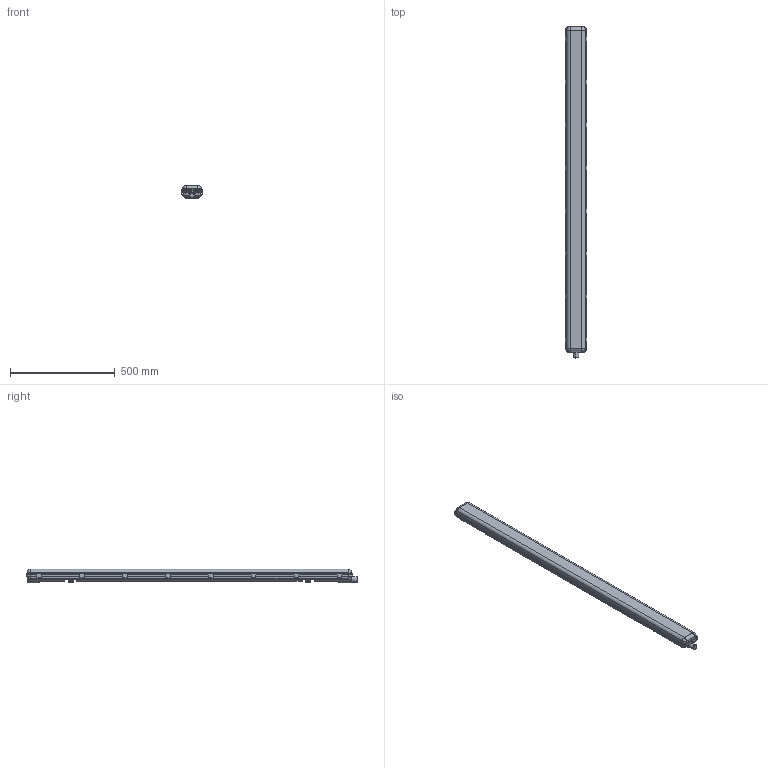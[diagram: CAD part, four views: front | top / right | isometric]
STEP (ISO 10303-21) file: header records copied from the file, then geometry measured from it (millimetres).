
FILE_DESCRIPTION (( 'STEP AP214' ), '1' );
FILE_NAME ('DP_H_2_1500.STEP', '2024-01-11T13:48:13', ( '' ), ( '' ), 'SwSTEP 2.0', 'SolidWorks 2022', '' );
FILE_SCHEMA (( 'AUTOMOTIVE_DESIGN' ));
Length unit declared in the file: millimetre
Products named in the file (1): DP_H_2_1500
Bounding box: 103.08 x 1586.87 x 64.26 mm (x, y, z)
Volume: 816312.2 mm3; surface area: 1053147.8 mm2
Topology: 20 solids, 20 shells, 740 faces, 1963 edges, 1266 vertices
Faces by surface type: plane 367, cylinder 264, bspline 92, sphere 16, torus 1
Full cylindrical faces by diameter (mm): 6 x2
Entity records: 35808 total; most frequent: CARTESIAN_POINT 9880, ORIENTED_EDGE 3910, DIRECTION 3329, EDGE_CURVE 1955, VERTEX_POINT 1265, VECTOR 1153, LINE 1153, AXIS2_PLACEMENT_3D 1088
